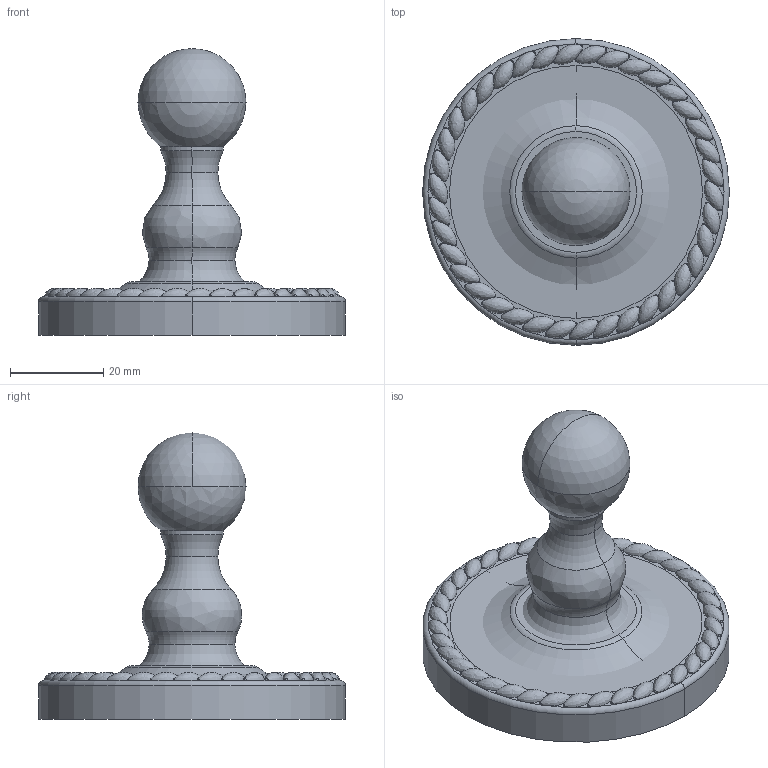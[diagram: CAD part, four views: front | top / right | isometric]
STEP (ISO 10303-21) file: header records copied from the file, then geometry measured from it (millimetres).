
FILE_DESCRIPTION((''),'2;1');
FILE_NAME('1510_WEB','2011-01-11T',('project'),(''),'PRO/ENGINEER BY PARAMETRIC TECHNOLOGY CORPORATION, 2009300','PRO/ENGINEER BY PARAMETRIC TECHNOLOGY CORPORATION, 2009300','');
FILE_SCHEMA(('CONFIG_CONTROL_DESIGN'));
Length unit declared in the file: inch
Products named in the file (1): 1510_WEB
Bounding box: 65.79 x 65.79 x 61.47 mm (x, y, z)
Surface area: 15293.6 mm2 (no closed solid volume)
Topology: 0 solids, 5 shells, 140 faces, 516 edges, 302 vertices
Faces by surface type: bspline 78, sphere 41, torus 14, cylinder 4, plane 3
Entity records: 7494 total; most frequent: CARTESIAN_POINT 3925, DIRECTION 840, ORIENTED_EDGE 600, EDGE_CURVE 437, AXIS2_PLACEMENT_3D 418, CIRCLE 356, VERTEX_POINT 302, EDGE_LOOP 140
